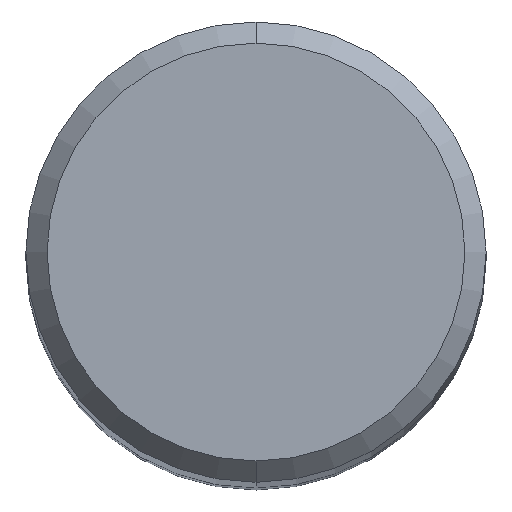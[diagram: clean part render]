
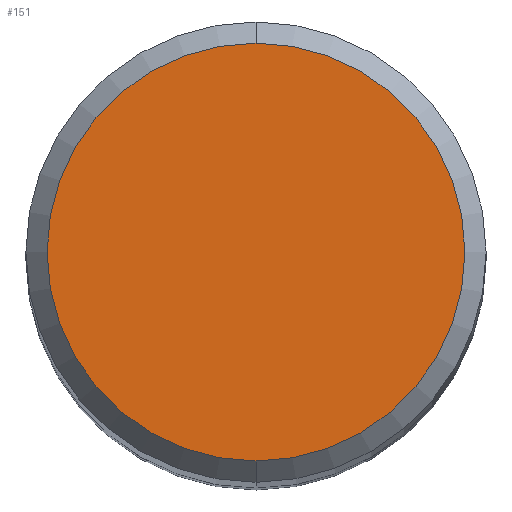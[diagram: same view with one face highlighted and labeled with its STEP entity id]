
A CAD part, top view. The second image highlights one B-rep face of the part: STEP entity #151.
In plain terms, the highlighted planar face has unit normal (0, 0, 1).
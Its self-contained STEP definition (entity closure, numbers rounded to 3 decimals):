
#109=EDGE_CURVE('',#123,#169,#232,.T.);
#123=VERTEX_POINT('',#247);
#151=ADVANCED_FACE('',(#279),#280,.T.);
#153=EDGE_CURVE('',#169,#123,#282,.T.);
#169=VERTEX_POINT('',#300);
#232=CIRCLE('',#366,5.9);
#247=CARTESIAN_POINT('',(0.,-5.9,0.0));
#279=FACE_OUTER_BOUND('',#423,.T.);
#280=PLANE('',#424);
#282=CIRCLE('',#427,5.9);
#300=CARTESIAN_POINT('',(0.0,5.9,0.0));
#366=AXIS2_PLACEMENT_3D('',#507,#508,#509);
#423=EDGE_LOOP('',(#571,#572));
#424=AXIS2_PLACEMENT_3D('',#573,#574,#575);
#427=AXIS2_PLACEMENT_3D('',#576,#577,#578);
#507=CARTESIAN_POINT('',(0.0,0.0,0.0));
#508=DIRECTION('',(0.0,0.0,-1.0));
#509=DIRECTION('',(0.0,1.0,0.0));
#571=ORIENTED_EDGE('',*,*,#153,.F.);
#572=ORIENTED_EDGE('',*,*,#109,.F.);
#573=CARTESIAN_POINT('',(0.0,2.95,0.0));
#574=DIRECTION('',(-0.0,0.0,1.0));
#575=DIRECTION('',(0.0,-1.0,0.0));
#576=CARTESIAN_POINT('',(0.0,0.0,0.0));
#577=DIRECTION('',(0.0,0.0,-1.0));
#578=DIRECTION('',(0.0,1.0,0.0));
